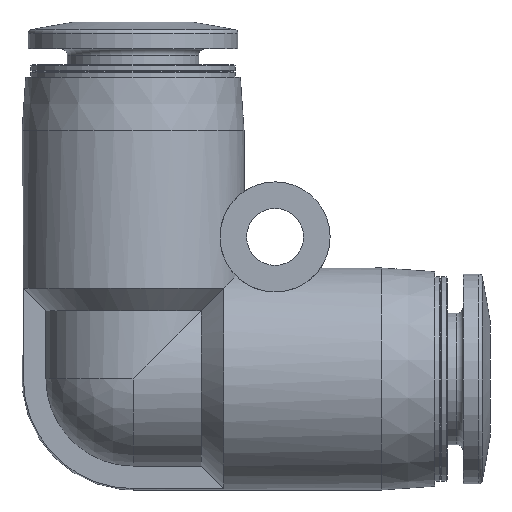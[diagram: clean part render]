
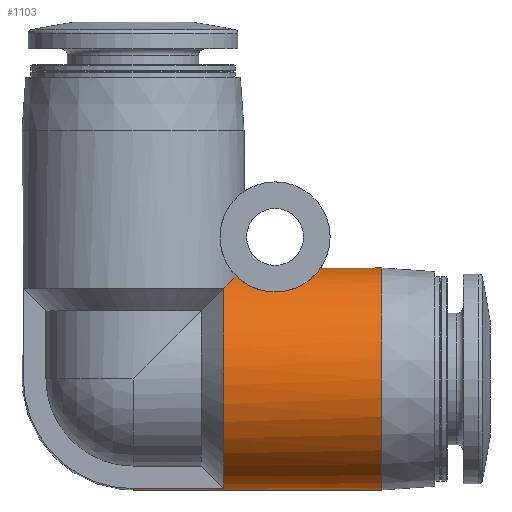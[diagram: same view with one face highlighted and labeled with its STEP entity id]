
A CAD part, left-side view. The second image highlights one B-rep face of the part: STEP entity #1103.
In plain terms, the highlighted cylindrical face has radius 6.25 mm (diameter 12.5 mm), a full revolution.
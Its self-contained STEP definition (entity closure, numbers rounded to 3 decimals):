
#60=LINE('',#1614,#68);
#61=LINE('',#1618,#69);
#68=VECTOR('',#1321,1000.);
#69=VECTOR('',#1324,1000.);
#75=B_SPLINE_CURVE_WITH_KNOTS('',3,(#1595,#1596,#1597,#1598,#1599,#1600,
#1601,#1602,#1603,#1604,#1605,#1606,#1607,#1608,#1609,#1610,#1611),
 .UNSPECIFIED.,.F.,.F.,(4,1,1,1,1,1,1,1,1,1,1,1,1,1,4),(0.002,
0.003,0.004,0.006,0.007,
0.008,0.009,0.011,0.013,
0.014,0.015,0.016,0.017,
0.018,0.019),.UNSPECIFIED.);
#83=ELLIPSE('',#1170,8.839,6.25);
#84=ELLIPSE('',#1174,8.839,6.25);
#99=ORIENTED_EDGE('',*,*,#265,.F.);
#100=ORIENTED_EDGE('',*,*,#266,.F.);
#101=ORIENTED_EDGE('',*,*,#264,.F.);
#102=ORIENTED_EDGE('',*,*,#267,.T.);
#103=ORIENTED_EDGE('',*,*,#268,.T.);
#104=ORIENTED_EDGE('',*,*,#269,.T.);
#105=ORIENTED_EDGE('',*,*,#270,.F.);
#106=ORIENTED_EDGE('',*,*,#271,.T.);
#107=ORIENTED_EDGE('',*,*,#258,.F.);
#258=EDGE_CURVE('',#340,#342,#83,.F.);
#264=EDGE_CURVE('',#347,#341,#84,.F.);
#265=EDGE_CURVE('',#348,#348,#410,.T.);
#266=EDGE_CURVE('',#341,#340,#75,.T.);
#267=EDGE_CURVE('',#347,#349,#411,.T.);
#268=EDGE_CURVE('',#349,#350,#60,.T.);
#269=EDGE_CURVE('',#350,#351,#412,.T.);
#270=EDGE_CURVE('',#352,#351,#61,.T.);
#271=EDGE_CURVE('',#352,#342,#413,.T.);
#340=VERTEX_POINT('',#1577);
#341=VERTEX_POINT('',#1578);
#342=VERTEX_POINT('',#1580);
#347=VERTEX_POINT('',#1590);
#348=VERTEX_POINT('',#1594);
#349=VERTEX_POINT('',#1613);
#350=VERTEX_POINT('',#1615);
#351=VERTEX_POINT('',#1617);
#352=VERTEX_POINT('',#1619);
#410=CIRCLE('',#1176,6.25);
#411=CIRCLE('',#1177,6.25);
#412=CIRCLE('',#1178,6.25);
#413=CIRCLE('',#1179,6.25);
#470=EDGE_LOOP('',(#99));
#471=EDGE_LOOP('',(#100,#101,#102,#103,#104,#105,#106,#107));
#573=FACE_BOUND('',#470,.T.);
#574=FACE_BOUND('',#471,.T.);
#674=CYLINDRICAL_SURFACE('',#1175,6.25);
#1103=ADVANCED_FACE('',(#573,#574),#674,.T.);
#1170=AXIS2_PLACEMENT_3D('',#1579,#1303,#1304);
#1174=AXIS2_PLACEMENT_3D('',#1591,#1313,#1314);
#1175=AXIS2_PLACEMENT_3D('',#1592,#1315,#1316);
#1176=AXIS2_PLACEMENT_3D('',#1593,#1317,#1318);
#1177=AXIS2_PLACEMENT_3D('',#1612,#1319,#1320);
#1178=AXIS2_PLACEMENT_3D('',#1616,#1322,#1323);
#1179=AXIS2_PLACEMENT_3D('',#1620,#1325,#1326);
#1303=DIRECTION('',(0.,-0.707,-0.707));
#1304=DIRECTION('',(0.,-0.707,0.707));
#1313=DIRECTION('',(0.,-0.707,-0.707));
#1314=DIRECTION('',(0.,-0.707,0.707));
#1315=DIRECTION('',(0.,-1.,0.));
#1316=DIRECTION('',(0.,0.,-1.));
#1317=DIRECTION('',(0.,-1.,0.));
#1318=DIRECTION('',(0.,0.,-1.));
#1319=DIRECTION('',(0.,-1.,0.));
#1320=DIRECTION('',(0.,0.,-1.));
#1321=DIRECTION('',(0.,1.,0.));
#1322=DIRECTION('',(0.,-1.,0.));
#1323=DIRECTION('',(0.,0.,-1.));
#1324=DIRECTION('',(0.,1.,0.));
#1325=DIRECTION('',(0.,-1.,0.));
#1326=DIRECTION('',(0.,0.,-1.));
#1577=CARTESIAN_POINT('',(2.309,-5.808,5.808));
#1578=CARTESIAN_POINT('',(-2.309,-5.808,5.808));
#1579=CARTESIAN_POINT('',(0.,0.,0.));
#1580=CARTESIAN_POINT('',(3.613,-5.1,5.1));
#1590=CARTESIAN_POINT('',(-3.613,-5.1,5.1));
#1591=CARTESIAN_POINT('',(0.,0.,0.));
#1592=CARTESIAN_POINT('',(0.,-20.1,0.));
#1593=CARTESIAN_POINT('',(0.,-14.,0.));
#1594=CARTESIAN_POINT('',(0.,-14.,-6.25));
#1595=CARTESIAN_POINT('',(-2.309,-5.808,5.808));
#1596=CARTESIAN_POINT('',(-2.615,-5.93,5.686));
#1597=CARTESIAN_POINT('',(-3.188,-6.254,5.399));
#1598=CARTESIAN_POINT('',(-3.781,-7.072,4.984));
#1599=CARTESIAN_POINT('',(-3.954,-8.15,4.839));
#1600=CARTESIAN_POINT('',(-3.656,-9.186,5.082));
#1601=CARTESIAN_POINT('',(-2.974,-9.908,5.523));
#1602=CARTESIAN_POINT('',(-1.769,-10.454,6.062));
#1603=CARTESIAN_POINT('',(0.,-10.629,6.375));
#1604=CARTESIAN_POINT('',(1.764,-10.455,6.064));
#1605=CARTESIAN_POINT('',(2.971,-9.91,5.525));
#1606=CARTESIAN_POINT('',(3.653,-9.189,5.084));
#1607=CARTESIAN_POINT('',(3.954,-8.159,4.839));
#1608=CARTESIAN_POINT('',(3.783,-7.075,4.982));
#1609=CARTESIAN_POINT('',(3.188,-6.254,5.399));
#1610=CARTESIAN_POINT('',(2.618,-5.931,5.685));
#1611=CARTESIAN_POINT('',(2.309,-5.808,5.808));
#1612=CARTESIAN_POINT('',(0.,-5.1,0.));
#1613=CARTESIAN_POINT('',(-1.,-5.1,-6.169));
#1614=CARTESIAN_POINT('',(-1.,-5.1,-6.169));
#1615=CARTESIAN_POINT('',(-1.,0.,-6.169));
#1616=CARTESIAN_POINT('',(0.,0.,0.));
#1617=CARTESIAN_POINT('',(1.,0.,-6.169));
#1618=CARTESIAN_POINT('',(1.,-5.1,-6.169));
#1619=CARTESIAN_POINT('',(1.,-5.1,-6.169));
#1620=CARTESIAN_POINT('',(0.,-5.1,0.));
